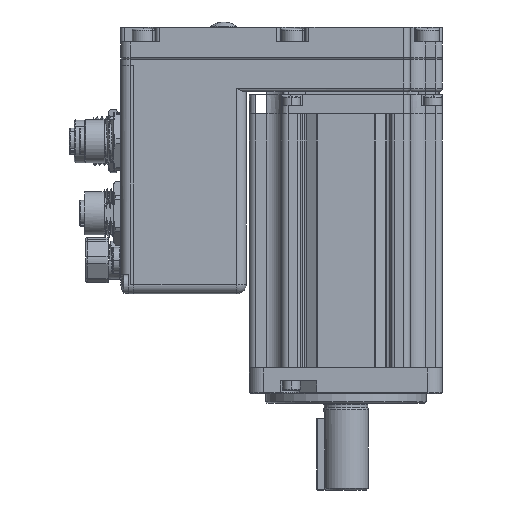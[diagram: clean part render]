
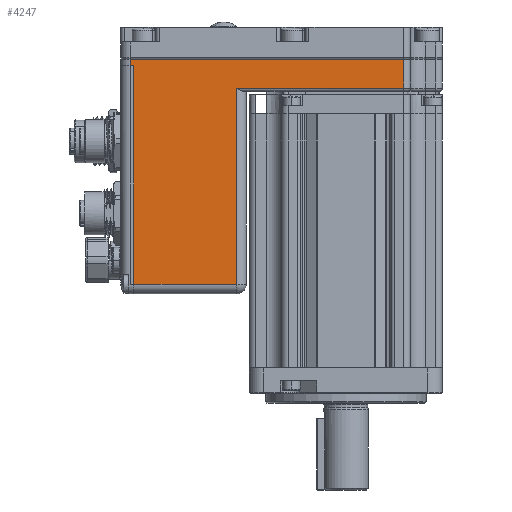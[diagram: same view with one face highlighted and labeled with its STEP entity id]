
A CAD part, front view. The second image highlights one B-rep face of the part: STEP entity #4247.
In plain terms, the highlighted planar face has unit normal (0, -1, 0).
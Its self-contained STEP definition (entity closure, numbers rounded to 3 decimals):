
#1761 = PLANE ( 'NONE',  #47239 ) ;
#3333 = ORIENTED_EDGE ( 'NONE', *, *, #43898, .T. ) ;
#4247 = ADVANCED_FACE ( 'NONE', ( #38669 ), #1761, .F. ) ;
#6768 = ORIENTED_EDGE ( 'NONE', *, *, #13052, .F. ) ;
#8666 = LINE ( 'NONE', #32125, #31848 ) ;
#10382 = DIRECTION ( 'NONE',  ( 1., 0., 0. ) ) ;
#12870 = EDGE_CURVE ( 'NONE', #21130, #77739, #54724, .T. ) ;
#13052 = EDGE_CURVE ( 'NONE', #16910, #46930, #44216, .T. ) ;
#14147 = VECTOR ( 'NONE', #21861, 1000. ) ;
#14276 = EDGE_CURVE ( 'NONE', #64317, #54619, #63460, .T. ) ;
#16717 = ORIENTED_EDGE ( 'NONE', *, *, #14276, .T. ) ;
#16910 = VERTEX_POINT ( 'NONE', #51742 ) ;
#17141 = ORIENTED_EDGE ( 'NONE', *, *, #74053, .F. ) ;
#18314 = CARTESIAN_POINT ( 'NONE',  ( 57.433, -30.734, 94.5 ) ) ;
#19198 = ORIENTED_EDGE ( 'NONE', *, *, #12870, .T. ) ;
#19810 = CARTESIAN_POINT ( 'NONE',  ( -27.567, -30.734, 103.5 ) ) ;
#21130 = VERTEX_POINT ( 'NONE', #71682 ) ;
#21616 = ORIENTED_EDGE ( 'NONE', *, *, #39414, .T. ) ;
#21861 = DIRECTION ( 'NONE',  ( -1., 0., 0. ) ) ;
#22103 = EDGE_CURVE ( 'NONE', #21130, #16910, #95179, .T. ) ;
#24727 = CARTESIAN_POINT ( 'NONE',  ( 5.433, -30.734, 103.5 ) ) ;
#26578 = CARTESIAN_POINT ( 'NONE',  ( 5.433, -30.734, 33.5 ) ) ;
#31120 = CARTESIAN_POINT ( 'NONE',  ( 57.433, -30.734, 103.5 ) ) ;
#31848 = VECTOR ( 'NONE', #76105, 1000. ) ;
#32125 = CARTESIAN_POINT ( 'NONE',  ( 9.433, -30.734, 103.5 ) ) ;
#32294 = LINE ( 'NONE', #19810, #49611 ) ;
#37371 = VECTOR ( 'NONE', #79152, 1000. ) ;
#38669 = FACE_OUTER_BOUND ( 'NONE', #56703, .T. ) ;
#39414 = EDGE_CURVE ( 'NONE', #77739, #64317, #63133, .T. ) ;
#43898 = EDGE_CURVE ( 'NONE', #91915, #46930, #32294, .T. ) ;
#44216 = LINE ( 'NONE', #58767, #14147 ) ;
#45035 = VECTOR ( 'NONE', #53410, 1000. ) ;
#46930 = VERTEX_POINT ( 'NONE', #92263 ) ;
#47239 = AXIS2_PLACEMENT_3D ( 'NONE', #83568, #61616, #61936 ) ;
#47537 = VERTEX_POINT ( 'NONE', #69407 ) ;
#48786 = ORIENTED_EDGE ( 'NONE', *, *, #66062, .F. ) ;
#49611 = VECTOR ( 'NONE', #65461, 1000. ) ;
#51742 = CARTESIAN_POINT ( 'NONE',  ( -26.567, -30.734, 101.5 ) ) ;
#53410 = DIRECTION ( 'NONE',  ( 0., 0., -1. ) ) ;
#54619 = VERTEX_POINT ( 'NONE', #18314 ) ;
#54724 = LINE ( 'NONE', #57189, #37371 ) ;
#56703 = EDGE_LOOP ( 'NONE', ( #21616, #16717, #48786, #17141, #3333, #6768, #66020, #19198 ) ) ;
#57189 = CARTESIAN_POINT ( 'NONE',  ( 5.433, -30.734, 33.5 ) ) ;
#58767 = CARTESIAN_POINT ( 'NONE',  ( 34.261, -30.734, 101.5 ) ) ;
#61616 = DIRECTION ( 'NONE',  ( 0., 1., 0. ) ) ;
#61936 = DIRECTION ( 'NONE',  ( 0., 0., 1. ) ) ;
#63133 = LINE ( 'NONE', #24727, #77036 ) ;
#63460 = LINE ( 'NONE', #69947, #72712 ) ;
#64317 = VERTEX_POINT ( 'NONE', #74432 ) ;
#65461 = DIRECTION ( 'NONE',  ( 0., 0., -1. ) ) ;
#66020 = ORIENTED_EDGE ( 'NONE', *, *, #22103, .F. ) ;
#66062 = EDGE_CURVE ( 'NONE', #47537, #54619, #76366, .T. ) ;
#69407 = CARTESIAN_POINT ( 'NONE',  ( 57.433, -30.734, 103.5 ) ) ;
#69947 = CARTESIAN_POINT ( 'NONE',  ( 69.433, -30.734, 94.5 ) ) ;
#71682 = CARTESIAN_POINT ( 'NONE',  ( -26.567, -30.734, 33.5 ) ) ;
#72712 = VECTOR ( 'NONE', #10382, 1000. ) ;
#74053 = EDGE_CURVE ( 'NONE', #91915, #47537, #8666, .T. ) ;
#74268 = VECTOR ( 'NONE', #85298, 1000. ) ;
#74432 = CARTESIAN_POINT ( 'NONE',  ( 5.433, -30.734, 94.5 ) ) ;
#76105 = DIRECTION ( 'NONE',  ( 1., 0., 0. ) ) ;
#76366 = LINE ( 'NONE', #31120, #45035 ) ;
#76808 = DIRECTION ( 'NONE',  ( 0., 0., 1. ) ) ;
#77036 = VECTOR ( 'NONE', #76808, 1000. ) ;
#77739 = VERTEX_POINT ( 'NONE', #26578 ) ;
#79152 = DIRECTION ( 'NONE',  ( 1., 0., 0. ) ) ;
#83568 = CARTESIAN_POINT ( 'NONE',  ( 69.433, -30.734, 103.5 ) ) ;
#84652 = CARTESIAN_POINT ( 'NONE',  ( -26.567, -30.734, 91.5 ) ) ;
#85298 = DIRECTION ( 'NONE',  ( 0., 0., 1. ) ) ;
#91915 = VERTEX_POINT ( 'NONE', #91926 ) ;
#91926 = CARTESIAN_POINT ( 'NONE',  ( -27.567, -30.734, 103.5 ) ) ;
#92263 = CARTESIAN_POINT ( 'NONE',  ( -27.567, -30.734, 101.5 ) ) ;
#95179 = LINE ( 'NONE', #84652, #74268 ) ;
